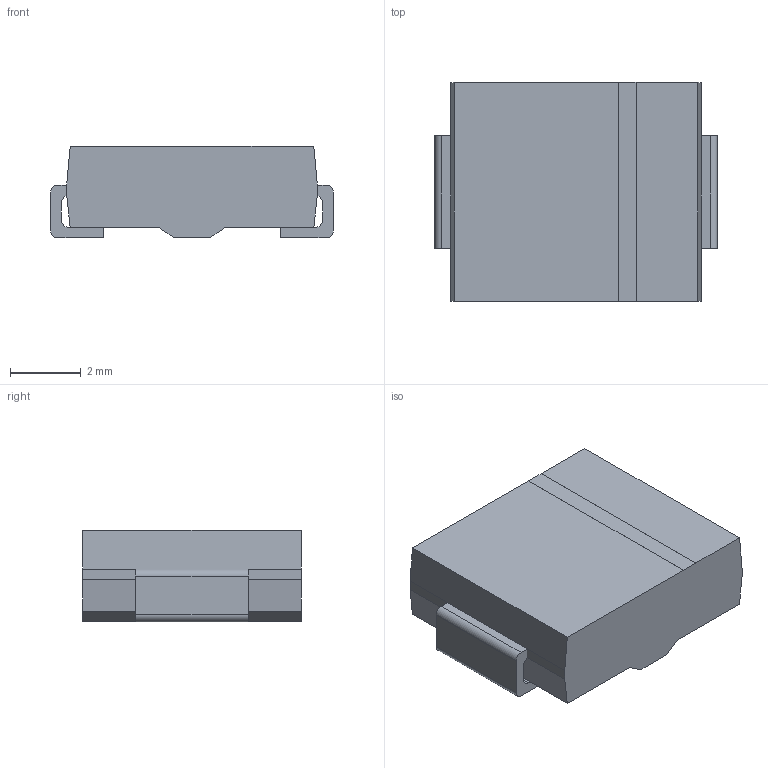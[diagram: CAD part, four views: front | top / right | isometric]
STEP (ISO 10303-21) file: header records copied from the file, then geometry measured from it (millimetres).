
FILE_DESCRIPTION(('FreeCAD Model'),'2;1');
FILE_NAME('SMC.stp', '2014-10-30T14:54:57',('FreeCAD'),('FreeCAD'), 'Open CASCADE STEP processor 6.6','FreeCAD','Unknown');
FILE_SCHEMA(('AUTOMOTIVE_DESIGN_CC2 { 1 2 10303 214 -1 1 5 4 }'));
Length unit declared in the file: millimetre
Products named in the file (3): Fillet_(Mirror_#1); Fillet; Pad002
Bounding box: 8 x 6.2 x 2.61 mm (x, y, z)
Volume: 108.7 mm3; surface area: 193.5 mm2
Topology: 3 solids, 3 shells, 48 faces, 122 edges, 80 vertices
Faces by surface type: plane 40, cylinder 8
Entity records: 3230 total; most frequent: CARTESIAN_POINT 543, DIRECTION 472, LINE 334, VECTOR 334, ORIENTED_EDGE 244, PCURVE 244, DEFINITIONAL_REPRESENTATION 244, EDGE_CURVE 122
